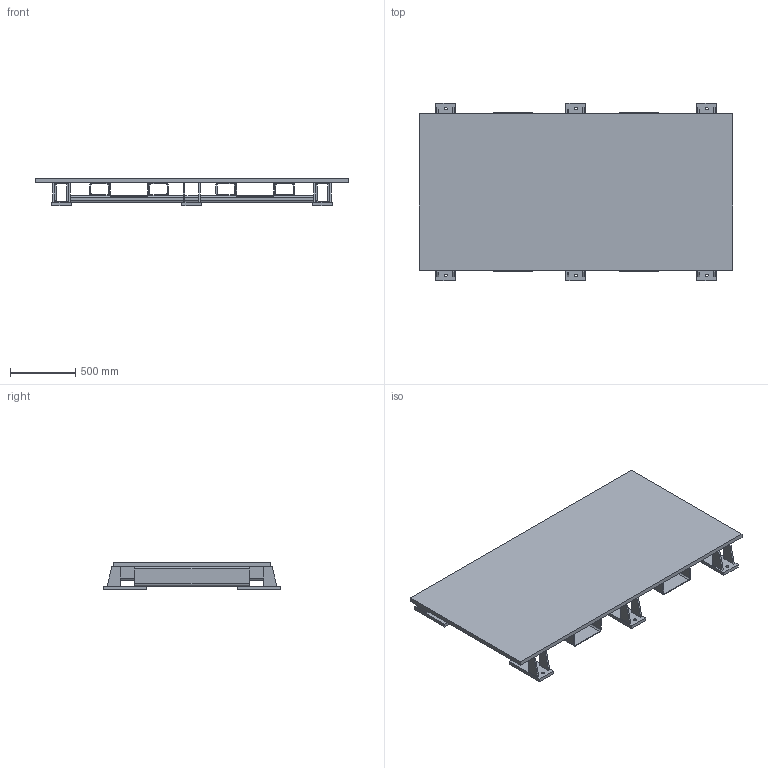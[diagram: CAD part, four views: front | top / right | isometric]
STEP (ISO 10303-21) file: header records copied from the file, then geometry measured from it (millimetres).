
FILE_DESCRIPTION(/* description */ (''),/* implementation_level */ '2;1');
FILE_NAME(/* name */ 'ASB1224.stp',/* time_stamp */ '2017-10-04T12:29:42-04:00',/* author */ (''),/* organization */ (''),/* preprocessor_version */ 'ST-DEVELOPER v15',/* originating_system */ 'SIEMENS PLM Software NX 9.0',/* authorisation */ '');
FILE_SCHEMA (('AUTOMOTIVE_DESIGN { 1 0 10303 214 3 1 1 1 }'));
Length unit declared in the file: millimetre
Products named in the file (1): nome1AAC8A8Aasbg
Bounding box: 2400 x 1360 x 210 mm (x, y, z)
Volume: 140049002 mm3; surface area: 16269700.1 mm2
Topology: 2 solids, 2 shells, 356 faces, 1038 edges, 656 vertices
Faces by surface type: plane 262, cylinder 94
Full cylindrical faces by diameter (mm): 22.376 x6
Entity records: 11705 total; most frequent: ORIENTED_EDGE 2064, CARTESIAN_POINT 2045, DIRECTION 1934, EDGE_CURVE 1032, LINE 844, VECTOR 844, VERTEX_POINT 656, AXIS2_PLACEMENT_3D 545
